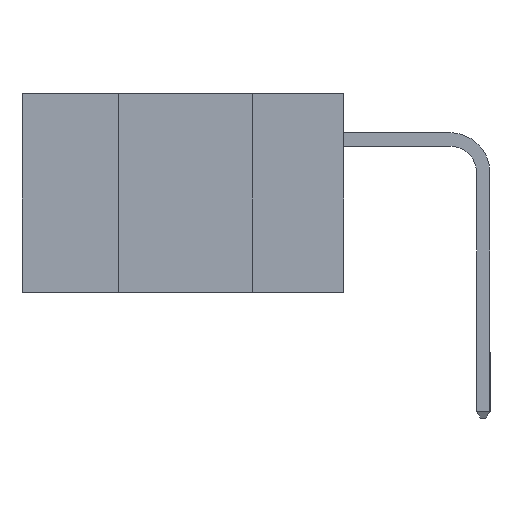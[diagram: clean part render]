
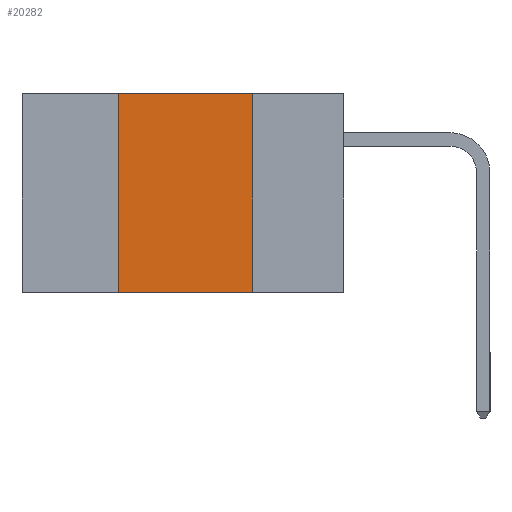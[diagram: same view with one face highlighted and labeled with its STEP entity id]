
A CAD part, left-side view. The second image highlights one B-rep face of the part: STEP entity #20282.
In plain terms, the highlighted planar face has unit normal (-1, 0, 0).
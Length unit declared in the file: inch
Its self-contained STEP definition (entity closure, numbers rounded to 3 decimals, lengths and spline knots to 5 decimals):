
#1070 = DIRECTION ( 'NONE',  ( 0., 0., -1. ) ) ;
#1095 = LINE ( 'NONE', #23366, #31634 ) ;
#2158 = DIRECTION ( 'NONE',  ( 0., 0., 1. ) ) ;
#3401 = CARTESIAN_POINT ( 'NONE',  ( 0., 0.17, 0. ) ) ;
#5651 = ORIENTED_EDGE ( 'NONE', *, *, #20555, .F. ) ;
#5793 = EDGE_LOOP ( 'NONE', ( #28743, #23044, #5651, #18858 ) ) ;
#7066 = DIRECTION ( 'NONE',  ( 0., -1., 0. ) ) ;
#8750 = LINE ( 'NONE', #29335, #27593 ) ;
#11108 = DIRECTION ( 'NONE',  ( 0., -1., 0. ) ) ;
#11206 = VECTOR ( 'NONE', #7066, 39.37008 ) ;
#12769 = LINE ( 'NONE', #19330, #11206 ) ;
#13263 = EDGE_CURVE ( 'NONE', #18478, #24293, #1095, .T. ) ;
#13292 = VECTOR ( 'NONE', #25674, 39.37008 ) ;
#13930 = EDGE_CURVE ( 'NONE', #18831, #24293, #31969, .T. ) ;
#16143 = DIRECTION ( 'NONE',  ( 1., 0., 0. ) ) ;
#18478 = VERTEX_POINT ( 'NONE', #19641 ) ;
#18831 = VERTEX_POINT ( 'NONE', #29772 ) ;
#18858 = ORIENTED_EDGE ( 'NONE', *, *, #13263, .T. ) ;
#19330 = CARTESIAN_POINT ( 'NONE',  ( 0., 0.6, 0. ) ) ;
#19502 = VERTEX_POINT ( 'NONE', #23023 ) ;
#19641 = CARTESIAN_POINT ( 'NONE',  ( 0., 0.42, -0.37 ) ) ;
#20282 = ADVANCED_FACE ( 'NONE', ( #23809 ), #25852, .F. ) ;
#20555 = EDGE_CURVE ( 'NONE', #18478, #19502, #8750, .T. ) ;
#23023 = CARTESIAN_POINT ( 'NONE',  ( 0., 0.42, 0. ) ) ;
#23044 = ORIENTED_EDGE ( 'NONE', *, *, #26945, .F. ) ;
#23366 = CARTESIAN_POINT ( 'NONE',  ( 0., 0.6, -0.37 ) ) ;
#23399 = CARTESIAN_POINT ( 'NONE',  ( 0., 0.6, 0. ) ) ;
#23809 = FACE_OUTER_BOUND ( 'NONE', #5793, .T. ) ;
#24293 = VERTEX_POINT ( 'NONE', #27510 ) ;
#25674 = DIRECTION ( 'NONE',  ( 0., 0., -1. ) ) ;
#25852 = PLANE ( 'NONE',  #27454 ) ;
#26945 = EDGE_CURVE ( 'NONE', #19502, #18831, #12769, .T. ) ;
#27454 = AXIS2_PLACEMENT_3D ( 'NONE', #23399, #16143, #1070 ) ;
#27510 = CARTESIAN_POINT ( 'NONE',  ( 0., 0.17, -0.37 ) ) ;
#27593 = VECTOR ( 'NONE', #2158, 39.37008 ) ;
#28743 = ORIENTED_EDGE ( 'NONE', *, *, #13930, .F. ) ;
#29335 = CARTESIAN_POINT ( 'NONE',  ( 0., 0.42, 0. ) ) ;
#29772 = CARTESIAN_POINT ( 'NONE',  ( 0., 0.17, 0. ) ) ;
#31634 = VECTOR ( 'NONE', #11108, 39.37008 ) ;
#31969 = LINE ( 'NONE', #3401, #13292 ) ;
